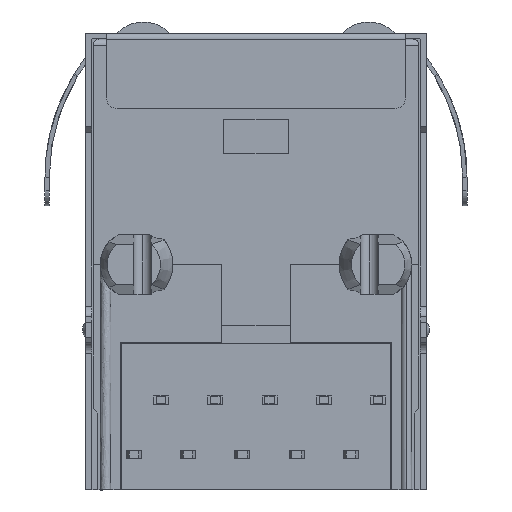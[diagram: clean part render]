
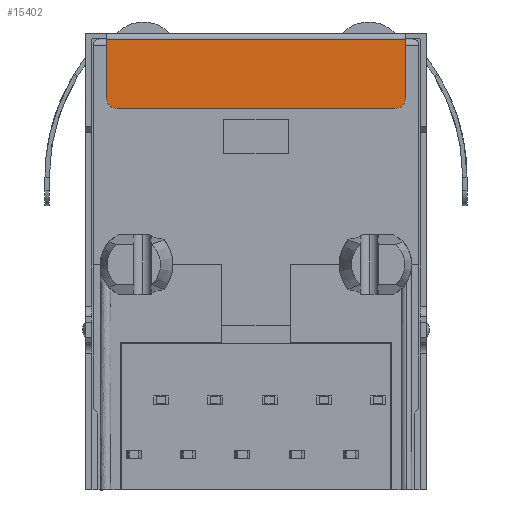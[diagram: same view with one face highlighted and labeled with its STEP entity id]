
A CAD part, left-side view. The second image highlights one B-rep face of the part: STEP entity #15402.
In plain terms, the highlighted planar face has unit normal (-1, 0, 0).
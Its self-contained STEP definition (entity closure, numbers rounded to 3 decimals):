
#13 = VERTEX_POINT ( 'NONE', #29165 ) ;
#1216 = EDGE_CURVE ( 'NONE', #9559, #24848, #7796, .T. ) ;
#1511 = VECTOR ( 'NONE', #24564, 1000. ) ;
#1575 = AXIS2_PLACEMENT_3D ( 'NONE', #2405, #10359, #30978 ) ;
#1693 = EDGE_LOOP ( 'NONE', ( #23135, #18431, #10126, #4728, #5652, #5118 ) ) ;
#1814 = DIRECTION ( 'NONE',  ( 1., 0., 0. ) ) ;
#1882 = AXIS2_PLACEMENT_3D ( 'NONE', #15133, #1814, #33505 ) ;
#2405 = CARTESIAN_POINT ( 'NONE',  ( 3.8, 1.375, -2.75 ) ) ;
#2919 = CARTESIAN_POINT ( 'NONE',  ( 3.8, 14.875, 0. ) ) ;
#4343 = VERTEX_POINT ( 'NONE', #25695 ) ;
#4728 = ORIENTED_EDGE ( 'NONE', *, *, #31706, .F. ) ;
#5118 = ORIENTED_EDGE ( 'NONE', *, *, #1216, .F. ) ;
#5652 = ORIENTED_EDGE ( 'NONE', *, *, #21842, .T. ) ;
#7796 = LINE ( 'NONE', #18348, #1511 ) ;
#7818 = LINE ( 'NONE', #21779, #21324 ) ;
#9559 = VERTEX_POINT ( 'NONE', #22498 ) ;
#9598 = PLANE ( 'NONE',  #1882 ) ;
#10126 = ORIENTED_EDGE ( 'NONE', *, *, #23398, .F. ) ;
#10359 = DIRECTION ( 'NONE',  ( 1., 0., 0. ) ) ;
#11061 = CARTESIAN_POINT ( 'NONE',  ( 3.8, 7.875, 0. ) ) ;
#15133 = CARTESIAN_POINT ( 'NONE',  ( 3.8, 0.875, 0. ) ) ;
#15271 = DIRECTION ( 'NONE',  ( 0., 1., 0. ) ) ;
#15402 = ADVANCED_FACE ( 'NONE', ( #27954 ), #9598, .F. ) ;
#16678 = VERTEX_POINT ( 'NONE', #22575 ) ;
#16682 = EDGE_CURVE ( 'NONE', #27492, #9559, #17972, .T. ) ;
#17410 = AXIS2_PLACEMENT_3D ( 'NONE', #32973, #30532, #25511 ) ;
#17972 = CIRCLE ( 'NONE', #17410, 0.5 ) ;
#18348 = CARTESIAN_POINT ( 'NONE',  ( 3.8, 14.875, -1.625 ) ) ;
#18431 = ORIENTED_EDGE ( 'NONE', *, *, #29002, .F. ) ;
#18964 = CARTESIAN_POINT ( 'NONE',  ( 3.8, 14.375, -3.25 ) ) ;
#21290 = LINE ( 'NONE', #11061, #29695 ) ;
#21324 = VECTOR ( 'NONE', #23563, 1000. ) ;
#21779 = CARTESIAN_POINT ( 'NONE',  ( 3.8, 0.875, -1.625 ) ) ;
#21842 = EDGE_CURVE ( 'NONE', #4343, #24848, #21290, .T. ) ;
#22047 = LINE ( 'NONE', #22725, #26837 ) ;
#22498 = CARTESIAN_POINT ( 'NONE',  ( 3.8, 14.875, -2.75 ) ) ;
#22575 = CARTESIAN_POINT ( 'NONE',  ( 3.8, 0.875, -2.75 ) ) ;
#22725 = CARTESIAN_POINT ( 'NONE',  ( 3.8, 7.875, -3.25 ) ) ;
#23135 = ORIENTED_EDGE ( 'NONE', *, *, #16682, .F. ) ;
#23398 = EDGE_CURVE ( 'NONE', #16678, #13, #28659, .T. ) ;
#23563 = DIRECTION ( 'NONE',  ( 0., 0., -1. ) ) ;
#24564 = DIRECTION ( 'NONE',  ( 0., 0., 1. ) ) ;
#24848 = VERTEX_POINT ( 'NONE', #2919 ) ;
#25511 = DIRECTION ( 'NONE',  ( 0., 1., 0. ) ) ;
#25695 = CARTESIAN_POINT ( 'NONE',  ( 3.8, 0.875, 0. ) ) ;
#26837 = VECTOR ( 'NONE', #15271, 1000. ) ;
#27492 = VERTEX_POINT ( 'NONE', #18964 ) ;
#27954 = FACE_OUTER_BOUND ( 'NONE', #1693, .T. ) ;
#28659 = CIRCLE ( 'NONE', #1575, 0.5 ) ;
#29002 = EDGE_CURVE ( 'NONE', #13, #27492, #22047, .T. ) ;
#29165 = CARTESIAN_POINT ( 'NONE',  ( 3.8, 1.375, -3.25 ) ) ;
#29695 = VECTOR ( 'NONE', #32199, 1000. ) ;
#30532 = DIRECTION ( 'NONE',  ( 1., 0., 0. ) ) ;
#30978 = DIRECTION ( 'NONE',  ( 0., 0., 1. ) ) ;
#31706 = EDGE_CURVE ( 'NONE', #4343, #16678, #7818, .T. ) ;
#32199 = DIRECTION ( 'NONE',  ( 0., 1., 0. ) ) ;
#32973 = CARTESIAN_POINT ( 'NONE',  ( 3.8, 14.375, -2.75 ) ) ;
#33505 = DIRECTION ( 'NONE',  ( 0., 1., 0. ) ) ;
